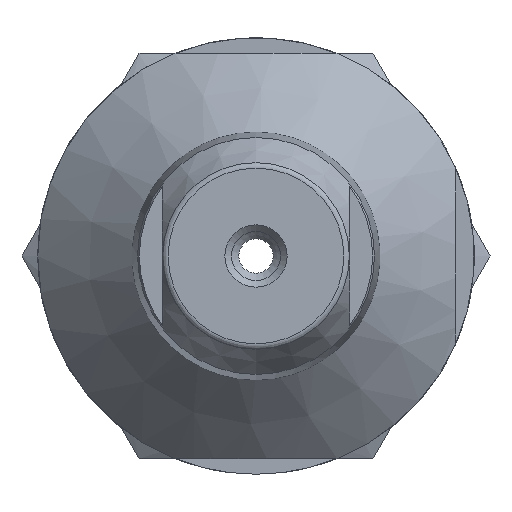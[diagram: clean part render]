
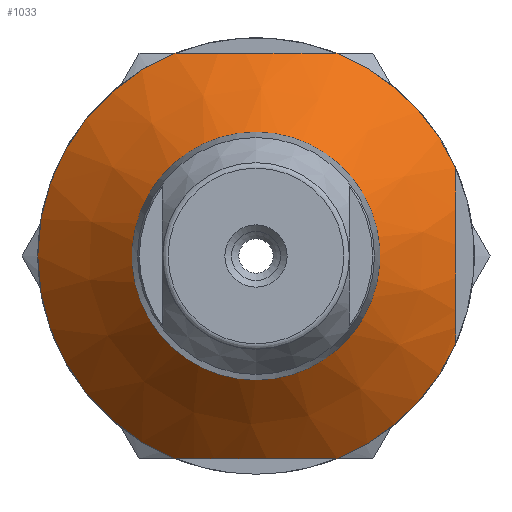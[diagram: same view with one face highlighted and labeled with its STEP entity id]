
A CAD part, front view. The second image highlights one B-rep face of the part: STEP entity #1033.
In plain terms, the highlighted conical face has half-angle 45 degrees and reference radius 7 mm.
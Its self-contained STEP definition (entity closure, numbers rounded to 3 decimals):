
#92=CONICAL_SURFACE('',#1175,7.,0.785);
#159=B_SPLINE_CURVE_WITH_KNOTS('',3,(#1728,#1729,#1730,#1731,#1732,#1733),
 .UNSPECIFIED.,.F.,.F.,(4,1,1,4),(0.021,0.023,
0.024,0.027),.UNSPECIFIED.);
#160=B_SPLINE_CURVE_WITH_KNOTS('',3,(#1734,#1735,#1736,#1737,#1738),
 .UNSPECIFIED.,.F.,.F.,(4,1,4),(0.023,0.026,0.028),
 .UNSPECIFIED.);
#161=B_SPLINE_CURVE_WITH_KNOTS('',3,(#1739,#1740,#1741,#1742,#1743),
 .UNSPECIFIED.,.F.,.F.,(4,1,4),(0.023,0.026,0.028),
 .UNSPECIFIED.);
#198=ORIENTED_EDGE('',*,*,#438,.F.);
#199=ORIENTED_EDGE('',*,*,#439,.F.);
#200=ORIENTED_EDGE('',*,*,#434,.T.);
#201=ORIENTED_EDGE('',*,*,#440,.F.);
#202=ORIENTED_EDGE('',*,*,#430,.T.);
#203=ORIENTED_EDGE('',*,*,#441,.F.);
#204=ORIENTED_EDGE('',*,*,#426,.T.);
#426=EDGE_CURVE('',#547,#546,#643,.T.);
#430=EDGE_CURVE('',#551,#550,#645,.T.);
#434=EDGE_CURVE('',#555,#554,#647,.T.);
#438=EDGE_CURVE('',#558,#558,#649,.T.);
#439=EDGE_CURVE('',#555,#546,#159,.T.);
#440=EDGE_CURVE('',#551,#554,#160,.T.);
#441=EDGE_CURVE('',#547,#550,#161,.T.);
#546=VERTEX_POINT('',#1691);
#547=VERTEX_POINT('',#1693);
#550=VERTEX_POINT('',#1699);
#551=VERTEX_POINT('',#1701);
#554=VERTEX_POINT('',#1707);
#555=VERTEX_POINT('',#1709);
#558=VERTEX_POINT('',#1727);
#643=CIRCLE('',#1169,7.);
#645=CIRCLE('',#1171,7.);
#647=CIRCLE('',#1173,7.);
#649=CIRCLE('',#1176,3.8);
#717=EDGE_LOOP('',(#198));
#718=EDGE_LOOP('',(#199,#200,#201,#202,#203,#204));
#866=FACE_BOUND('',#717,.T.);
#867=FACE_BOUND('',#718,.T.);
#1033=ADVANCED_FACE('',(#866,#867),#92,.T.);
#1169=AXIS2_PLACEMENT_3D('',#1692,#1336,#1337);
#1171=AXIS2_PLACEMENT_3D('',#1700,#1342,#1343);
#1173=AXIS2_PLACEMENT_3D('',#1708,#1348,#1349);
#1175=AXIS2_PLACEMENT_3D('',#1725,#1353,#1354);
#1176=AXIS2_PLACEMENT_3D('',#1726,#1355,#1356);
#1336=DIRECTION('',(0.,-1.,0.));
#1337=DIRECTION('',(0.,0.,-1.));
#1342=DIRECTION('',(0.,-1.,0.));
#1343=DIRECTION('',(0.,0.,-1.));
#1348=DIRECTION('',(0.,-1.,0.));
#1349=DIRECTION('',(0.,0.,-1.));
#1353=DIRECTION('',(0.,1.,0.));
#1354=DIRECTION('',(0.,0.,1.));
#1355=DIRECTION('',(0.,-1.,0.));
#1356=DIRECTION('',(0.,0.,-1.));
#1691=CARTESIAN_POINT('',(6.4,10.3,-2.835));
#1692=CARTESIAN_POINT('',(0.,10.3,0.));
#1693=CARTESIAN_POINT('',(2.598,10.3,-6.5));
#1699=CARTESIAN_POINT('',(-2.598,10.3,-6.5));
#1700=CARTESIAN_POINT('',(0.,10.3,0.));
#1701=CARTESIAN_POINT('',(-2.598,10.3,6.5));
#1707=CARTESIAN_POINT('',(2.598,10.3,6.5));
#1708=CARTESIAN_POINT('',(0.,10.3,0.));
#1709=CARTESIAN_POINT('',(6.4,10.3,2.835));
#1725=CARTESIAN_POINT('',(0.,10.3,0.));
#1726=CARTESIAN_POINT('',(0.,7.1,0.));
#1727=CARTESIAN_POINT('',(0.,7.1,-3.8));
#1728=CARTESIAN_POINT('',(6.4,10.3,2.835));
#1729=CARTESIAN_POINT('',(6.4,10.119,2.388));
#1730=CARTESIAN_POINT('',(6.4,9.819,1.476));
#1731=CARTESIAN_POINT('',(6.4,9.582,-0.489));
#1732=CARTESIAN_POINT('',(6.4,9.935,-1.935));
#1733=CARTESIAN_POINT('',(6.4,10.3,-2.835));
#1734=CARTESIAN_POINT('',(-2.598,10.3,6.5));
#1735=CARTESIAN_POINT('',(-1.767,9.992,6.5));
#1736=CARTESIAN_POINT('',(-0.001,9.609,6.5));
#1737=CARTESIAN_POINT('',(1.762,9.99,6.5));
#1738=CARTESIAN_POINT('',(2.598,10.3,6.5));
#1739=CARTESIAN_POINT('',(2.598,10.3,-6.5));
#1740=CARTESIAN_POINT('',(1.767,9.992,-6.5));
#1741=CARTESIAN_POINT('',(0.001,9.609,-6.5));
#1742=CARTESIAN_POINT('',(-1.762,9.99,-6.5));
#1743=CARTESIAN_POINT('',(-2.598,10.3,-6.5));
